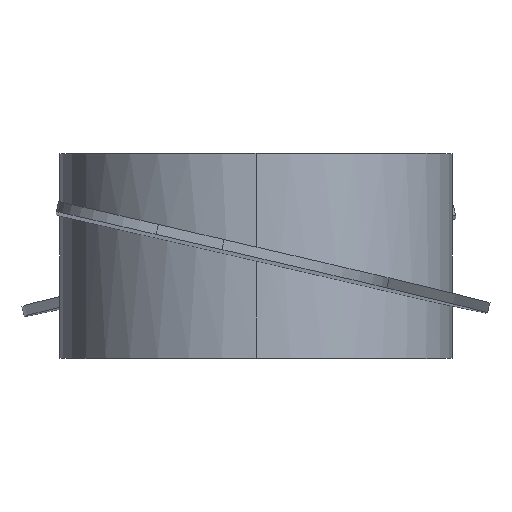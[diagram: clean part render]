
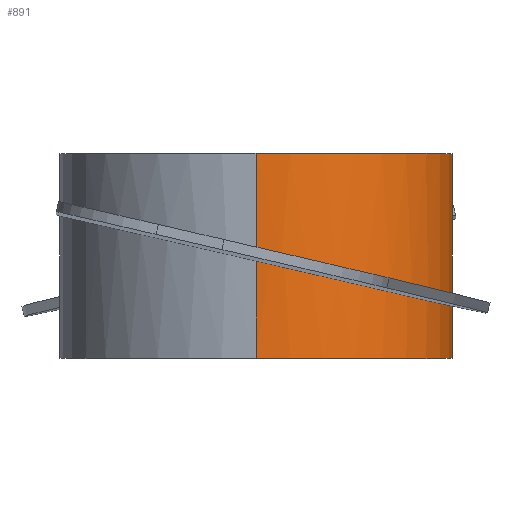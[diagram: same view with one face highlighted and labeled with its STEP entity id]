
A CAD part, top view. The second image highlights one B-rep face of the part: STEP entity #891.
In plain terms, the highlighted cylindrical face has radius 5.75 mm (diameter 11.5 mm), a partial arc.
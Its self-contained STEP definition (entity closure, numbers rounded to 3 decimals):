
#3 = ORIENTED_EDGE ( 'NONE', *, *, #58, .T. ) ;
#7 = FACE_OUTER_BOUND ( 'NONE', #877, .T. ) ;
#14 = CARTESIAN_POINT ( 'NONE',  ( 4.628, 0.915, -3.412 ) ) ;
#31 = CARTESIAN_POINT ( 'NONE',  ( 0., -3., 5.75 ) ) ;
#45 = CARTESIAN_POINT ( 'NONE',  ( 5.013, -1.209, 2.817 ) ) ;
#52 = CARTESIAN_POINT ( 'NONE',  ( 5.031, -1.11, 2.785 ) ) ;
#53 = AXIS2_PLACEMENT_3D ( 'NONE', #463, #608, #119 ) ;
#56 = CARTESIAN_POINT ( 'NONE',  ( 0., 3., -5.75 ) ) ;
#58 = EDGE_CURVE ( 'NONE', #422, #484, #100, .T. ) ;
#64 = LINE ( 'NONE', #519, #104 ) ;
#69 = CARTESIAN_POINT ( 'NONE',  ( 0., -0.154, 5.75 ) ) ;
#71 = CARTESIAN_POINT ( 'NONE',  ( 5.048, -1.011, 2.753 ) ) ;
#74 = LINE ( 'NONE', #852, #434 ) ;
#79 = VERTEX_POINT ( 'NONE', #151 ) ;
#81 = CARTESIAN_POINT ( 'NONE',  ( 0., -0.154, -5.75 ) ) ;
#96 = CARTESIAN_POINT ( 'NONE',  ( 0., 3., 0. ) ) ;
#100 =( BOUNDED_CURVE ( )  B_SPLINE_CURVE ( 3, ( #81, #569, #635, #14 ),
 .UNSPECIFIED., .F., .T. ) 
 B_SPLINE_CURVE_WITH_KNOTS ( ( 4, 4 ),
 ( 1.571, 2.506 ),
 .UNSPECIFIED. ) 
 CURVE ( )  GEOMETRIC_REPRESENTATION_ITEM ( )  RATIONAL_B_SPLINE_CURVE ( ( 1., 0.928, 0.928, 1. ) ) 
 REPRESENTATION_ITEM ( '' )  );
#102 = CARTESIAN_POINT ( 'NONE',  ( 4.995, -1.307, 2.848 ) ) ;
#104 = VECTOR ( 'NONE', #447, 1000. ) ;
#111 = EDGE_CURVE ( 'NONE', #747, #173, #839, .T. ) ;
#113 = CARTESIAN_POINT ( 'NONE',  ( 2.158, -0.344, 5.75 ) ) ;
#117 = CARTESIAN_POINT ( 'NONE',  ( 4.995, -1.307, 2.848 ) ) ;
#119 = DIRECTION ( 'NONE',  ( 0., 0., -1. ) ) ;
#138 = CARTESIAN_POINT ( 'NONE',  ( 3.947, -1.065, 4.687 ) ) ;
#139 = VECTOR ( 'NONE', #882, 1000. ) ;
#151 = CARTESIAN_POINT ( 'NONE',  ( 0., 3., -5.75 ) ) ;
#162 = EDGE_CURVE ( 'NONE', #705, #835, #674, .T. ) ;
#166 = DIRECTION ( 'NONE',  ( 0., 0., 1. ) ) ;
#170 = ORIENTED_EDGE ( 'NONE', *, *, #648, .F. ) ;
#173 = VERTEX_POINT ( 'NONE', #759 ) ;
#189 = DIRECTION ( 'NONE',  ( 0., -1., 0. ) ) ;
#191 =( BOUNDED_CURVE ( )  B_SPLINE_CURVE ( 3, ( #872, #597, #113, #392 ),
 .UNSPECIFIED., .F., .F. ) 
 B_SPLINE_CURVE_WITH_KNOTS ( ( 4, 4 ),
 ( 0.499, 1.571 ),
 .UNSPECIFIED. ) 
 CURVE ( )  GEOMETRIC_REPRESENTATION_ITEM ( )  RATIONAL_B_SPLINE_CURVE ( ( 1., 0.907, 0.907, 1. ) ) 
 REPRESENTATION_ITEM ( '' )  );
#232 = EDGE_CURVE ( 'NONE', #422, #717, #419, .T. ) ;
#254 = EDGE_CURVE ( 'NONE', #79, #747, #665, .T. ) ;
#255 = CARTESIAN_POINT ( 'NONE',  ( 0., -3., 0. ) ) ;
#261 = EDGE_CURVE ( 'NONE', #173, #484, #354, .T. ) ;
#273 = ORIENTED_EDGE ( 'NONE', *, *, #232, .F. ) ;
#281 = CIRCLE ( 'NONE', #689, 5.75 ) ;
#283 = ORIENTED_EDGE ( 'NONE', *, *, #111, .F. ) ;
#297 = ORIENTED_EDGE ( 'NONE', *, *, #880, .F. ) ;
#301 = EDGE_CURVE ( 'NONE', #371, #794, #191, .T. ) ;
#326 = EDGE_CURVE ( 'NONE', #637, #794, #64, .T. ) ;
#328 = DIRECTION ( 'NONE',  ( 0., 0., 1. ) ) ;
#351 = CARTESIAN_POINT ( 'NONE',  ( 3.493, 0.96, -4.926 ) ) ;
#354 =( BOUNDED_CURVE ( )  B_SPLINE_CURVE ( 3, ( #605, #743, #462, #881 ),
 .UNSPECIFIED., .F., .F. ) 
 B_SPLINE_CURVE_WITH_KNOTS ( ( 4, 4 ),
 ( 4.841, 4.85 ),
 .UNSPECIFIED. ) 
 CURVE ( )  GEOMETRIC_REPRESENTATION_ITEM ( )  RATIONAL_B_SPLINE_CURVE ( ( 1., 1., 1., 1. ) ) 
 REPRESENTATION_ITEM ( '' )  );
#371 = VERTEX_POINT ( 'NONE', #71 ) ;
#386 = CARTESIAN_POINT ( 'NONE',  ( 0., -3., -5.75 ) ) ;
#392 = CARTESIAN_POINT ( 'NONE',  ( 0., 0.154, 5.75 ) ) ;
#404 = CARTESIAN_POINT ( 'NONE',  ( 4.628, 0.915, -3.412 ) ) ;
#414 = ORIENTED_EDGE ( 'NONE', *, *, #162, .T. ) ;
#419 = LINE ( 'NONE', #56, #139 ) ;
#422 = VERTEX_POINT ( 'NONE', #615 ) ;
#423 = CARTESIAN_POINT ( 'NONE',  ( 1.844, 0.58, -5.75 ) ) ;
#432 = CARTESIAN_POINT ( 'NONE',  ( 0., 3., 5.75 ) ) ;
#434 = VECTOR ( 'NONE', #714, 1000. ) ;
#444 = CARTESIAN_POINT ( 'NONE',  ( 0., 0.154, -5.75 ) ) ;
#447 = DIRECTION ( 'NONE',  ( 0., -1., 0. ) ) ;
#462 = CARTESIAN_POINT ( 'NONE',  ( 4.619, 1.015, -3.425 ) ) ;
#463 = CARTESIAN_POINT ( 'NONE',  ( 0., 3., 0. ) ) ;
#484 = VERTEX_POINT ( 'NONE', #404 ) ;
#488 = ORIENTED_EDGE ( 'NONE', *, *, #254, .F. ) ;
#491 = CIRCLE ( 'NONE', #673, 5.75 ) ;
#519 = CARTESIAN_POINT ( 'NONE',  ( 0., 3., 5.75 ) ) ;
#531 = CARTESIAN_POINT ( 'NONE',  ( 5.048, -1.011, 2.753 ) ) ;
#551 = CARTESIAN_POINT ( 'NONE',  ( 2.117, -0.643, 5.75 ) ) ;
#569 = CARTESIAN_POINT ( 'NONE',  ( 1.862, 0.276, -5.75 ) ) ;
#581 = DIRECTION ( 'NONE',  ( 0., 1., 0. ) ) ;
#585 = ORIENTED_EDGE ( 'NONE', *, *, #261, .F. ) ;
#597 = CARTESIAN_POINT ( 'NONE',  ( 4.015, -0.773, 4.648 ) ) ;
#598 = CARTESIAN_POINT ( 'NONE',  ( 0., -0.154, 5.75 ) ) ;
#605 = CARTESIAN_POINT ( 'NONE',  ( 4.599, 1.216, -3.451 ) ) ;
#607 = ORIENTED_EDGE ( 'NONE', *, *, #326, .T. ) ;
#608 = DIRECTION ( 'NONE',  ( 0., -1., 0. ) ) ;
#615 = CARTESIAN_POINT ( 'NONE',  ( 0., -0.154, -5.75 ) ) ;
#624 = CARTESIAN_POINT ( 'NONE',  ( 4.995, -1.307, 2.848 ) ) ;
#635 = CARTESIAN_POINT ( 'NONE',  ( 3.524, 0.66, -4.91 ) ) ;
#637 = VERTEX_POINT ( 'NONE', #432 ) ;
#642 = ORIENTED_EDGE ( 'NONE', *, *, #301, .F. ) ;
#646 = EDGE_CURVE ( 'NONE', #835, #735, #74, .T. ) ;
#648 = EDGE_CURVE ( 'NONE', #637, #79, #281, .T. ) ;
#665 = LINE ( 'NONE', #675, #871 ) ;
#673 = AXIS2_PLACEMENT_3D ( 'NONE', #255, #740, #328 ) ;
#674 =( BOUNDED_CURVE ( )  B_SPLINE_CURVE ( 3, ( #624, #138, #551, #69 ),
 .UNSPECIFIED., .F., .F. ) 
 B_SPLINE_CURVE_WITH_KNOTS ( ( 4, 4 ),
 ( 0.518, 1.571 ),
 .UNSPECIFIED. ) 
 CURVE ( )  GEOMETRIC_REPRESENTATION_ITEM ( )  RATIONAL_B_SPLINE_CURVE ( ( 1., 0.91, 0.91, 1. ) ) 
 REPRESENTATION_ITEM ( '' )  );
#675 = CARTESIAN_POINT ( 'NONE',  ( 0., 3., -5.75 ) ) ;
#689 = AXIS2_PLACEMENT_3D ( 'NONE', #96, #581, #166 ) ;
#698 = CARTESIAN_POINT ( 'NONE',  ( 4.599, 1.216, -3.451 ) ) ;
#705 = VERTEX_POINT ( 'NONE', #102 ) ;
#714 = DIRECTION ( 'NONE',  ( 0., -1., 0. ) ) ;
#717 = VERTEX_POINT ( 'NONE', #386 ) ;
#731 = CARTESIAN_POINT ( 'NONE',  ( 0., 0.154, 5.75 ) ) ;
#735 = VERTEX_POINT ( 'NONE', #31 ) ;
#740 = DIRECTION ( 'NONE',  ( 0., 1., 0. ) ) ;
#743 = CARTESIAN_POINT ( 'NONE',  ( 4.609, 1.115, -3.438 ) ) ;
#744 = CYLINDRICAL_SURFACE ( 'NONE', #53, 5.75 ) ;
#747 = VERTEX_POINT ( 'NONE', #444 ) ;
#759 = CARTESIAN_POINT ( 'NONE',  ( 4.599, 1.216, -3.451 ) ) ;
#765 = B_SPLINE_CURVE_WITH_KNOTS ( 'NONE', 3,
 ( #117, #45, #52, #531 ),
 .UNSPECIFIED., .F., .F.,
 ( 4, 4 ),
 ( 0., 0. ),
 .UNSPECIFIED. ) ;
#768 = CARTESIAN_POINT ( 'NONE',  ( 0., 0.154, -5.75 ) ) ;
#772 = ORIENTED_EDGE ( 'NONE', *, *, #646, .T. ) ;
#774 = ORIENTED_EDGE ( 'NONE', *, *, #838, .T. ) ;
#794 = VERTEX_POINT ( 'NONE', #731 ) ;
#835 = VERTEX_POINT ( 'NONE', #598 ) ;
#838 = EDGE_CURVE ( 'NONE', #735, #717, #491, .T. ) ;
#839 =( BOUNDED_CURVE ( )  B_SPLINE_CURVE ( 3, ( #768, #423, #351, #698 ),
 .UNSPECIFIED., .F., .F. ) 
 B_SPLINE_CURVE_WITH_KNOTS ( ( 4, 4 ),
 ( 1.571, 2.498 ),
 .UNSPECIFIED. ) 
 CURVE ( )  GEOMETRIC_REPRESENTATION_ITEM ( )  RATIONAL_B_SPLINE_CURVE ( ( 1., 0.93, 0.93, 1. ) ) 
 REPRESENTATION_ITEM ( '' )  );
#852 = CARTESIAN_POINT ( 'NONE',  ( 0., 3., 5.75 ) ) ;
#871 = VECTOR ( 'NONE', #189, 1000. ) ;
#872 = CARTESIAN_POINT ( 'NONE',  ( 5.048, -1.011, 2.753 ) ) ;
#877 = EDGE_LOOP ( 'NONE', ( #170, #607, #642, #297, #414, #772, #774, #273, #3, #585, #283, #488 ) ) ;
#880 = EDGE_CURVE ( 'NONE', #705, #371, #765, .T. ) ;
#881 = CARTESIAN_POINT ( 'NONE',  ( 4.628, 0.915, -3.412 ) ) ;
#882 = DIRECTION ( 'NONE',  ( 0., -1., 0. ) ) ;
#891 = ADVANCED_FACE ( 'NONE', ( #7 ), #744, .T. ) ;
